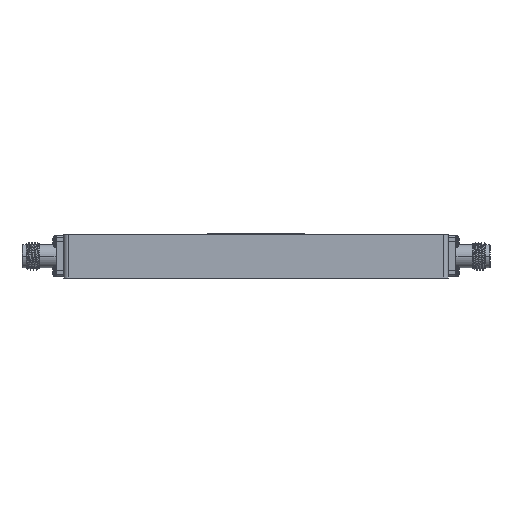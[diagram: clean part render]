
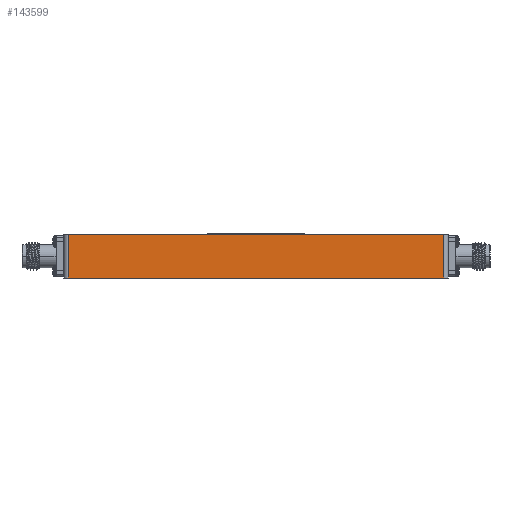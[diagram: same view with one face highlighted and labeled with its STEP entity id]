
A CAD part, left-side view. The second image highlights one B-rep face of the part: STEP entity #143599.
In plain terms, the highlighted planar face has unit normal (-1, 0, 0).
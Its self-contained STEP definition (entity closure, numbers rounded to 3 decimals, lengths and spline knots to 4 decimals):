
#406 = LINE ( 'NONE', #16967, #134809 ) ;
#2143 = AXIS2_PLACEMENT_3D ( 'NONE', #41269, #104361, #152015 ) ;
#12135 = CARTESIAN_POINT ( 'NONE',  ( -2.4311, 1.6923, 0.1969 ) ) ;
#12512 = CARTESIAN_POINT ( 'NONE',  ( -2.4311, -1.7323, -0.1969 ) ) ;
#16967 = CARTESIAN_POINT ( 'NONE',  ( -2.4311, -1.6923, 0.1969 ) ) ;
#19039 = CARTESIAN_POINT ( 'NONE',  ( -2.4311, 1.6923, 0.1969 ) ) ;
#28396 = DIRECTION ( 'NONE',  ( 0., 0., 1. ) ) ;
#30193 = VERTEX_POINT ( 'NONE', #115299 ) ;
#36061 = ORIENTED_EDGE ( 'NONE', *, *, #38757, .T. ) ;
#38757 = EDGE_CURVE ( 'NONE', #168806, #30193, #406, .T. ) ;
#41269 = CARTESIAN_POINT ( 'NONE',  ( -2.4311, -1.7323, 0.1969 ) ) ;
#47480 = VERTEX_POINT ( 'NONE', #19039 ) ;
#55220 = VECTOR ( 'NONE', #60811, 39.3701 ) ;
#55977 = VERTEX_POINT ( 'NONE', #164931 ) ;
#58604 = EDGE_CURVE ( 'NONE', #47480, #30193, #176678, .T. ) ;
#60811 = DIRECTION ( 'NONE',  ( 0., 0., -1. ) ) ;
#65973 = VECTOR ( 'NONE', #177686, 39.3701 ) ;
#66959 = CARTESIAN_POINT ( 'NONE',  ( -2.4311, -1.7323, 0.1969 ) ) ;
#84784 = EDGE_CURVE ( 'NONE', #47480, #55977, #185032, .T. ) ;
#91073 = ORIENTED_EDGE ( 'NONE', *, *, #84784, .T. ) ;
#92219 = LINE ( 'NONE', #12512, #132262 ) ;
#94612 = ORIENTED_EDGE ( 'NONE', *, *, #58604, .F. ) ;
#104361 = DIRECTION ( 'NONE',  ( 1., 0., 0. ) ) ;
#105692 = DIRECTION ( 'NONE',  ( 0., -1., 0. ) ) ;
#107539 = CARTESIAN_POINT ( 'NONE',  ( -2.4311, -1.6923, -0.1969 ) ) ;
#115299 = CARTESIAN_POINT ( 'NONE',  ( -2.4311, -1.6923, 0.1969 ) ) ;
#119963 = PLANE ( 'NONE',  #2143 ) ;
#132262 = VECTOR ( 'NONE', #105692, 39.3701 ) ;
#134365 = EDGE_LOOP ( 'NONE', ( #94612, #91073, #145310, #36061 ) ) ;
#134809 = VECTOR ( 'NONE', #28396, 39.3701 ) ;
#143599 = ADVANCED_FACE ( 'NONE', ( #183066 ), #119963, .F. ) ;
#145310 = ORIENTED_EDGE ( 'NONE', *, *, #176126, .T. ) ;
#152015 = DIRECTION ( 'NONE',  ( 0., 1., 0. ) ) ;
#164931 = CARTESIAN_POINT ( 'NONE',  ( -2.4311, 1.6923, -0.1969 ) ) ;
#168806 = VERTEX_POINT ( 'NONE', #107539 ) ;
#176126 = EDGE_CURVE ( 'NONE', #55977, #168806, #92219, .T. ) ;
#176678 = LINE ( 'NONE', #66959, #65973 ) ;
#177686 = DIRECTION ( 'NONE',  ( 0., -1., 0. ) ) ;
#183066 = FACE_OUTER_BOUND ( 'NONE', #134365, .T. ) ;
#185032 = LINE ( 'NONE', #12135, #55220 ) ;
